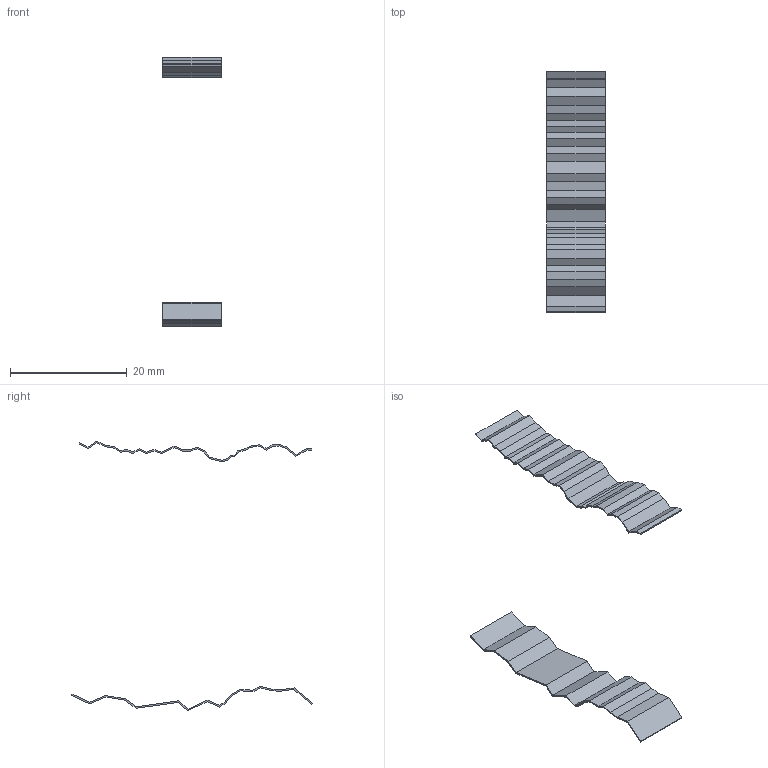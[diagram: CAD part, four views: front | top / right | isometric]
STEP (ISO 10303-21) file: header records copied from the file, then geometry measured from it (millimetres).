
FILE_DESCRIPTION( ( 'STEP Version 203' ), '1' );
FILE_NAME( 'Resindruck_025mm.stp', '07/07/20 08:26:37', ( 'Solass' ), ( ' ' ), 'PSStep 21.0.47', 'DesignModeler STEP Output', ' ' );
FILE_SCHEMA( ( 'CONFIG_CONTROL_DESIGN' ) );
Length unit declared in the file: metre
Products named in the file (2): 1; 2
Bounding box: 10 x 41.37 x 46.24 mm (x, y, z)
Volume: 225.1 mm3; surface area: 1856.2 mm2
Topology: 2 solids, 2 shells, 106 faces, 306 edges, 204 vertices
Faces by surface type: plane 106
Entity records: 3477 total; most frequent: CARTESIAN_POINT 618, ORIENTED_EDGE 612, DIRECTION 522, EDGE_CURVE 306, LINE 306, VECTOR 306, VERTEX_POINT 204, AXIS2_PLACEMENT_3D 108
